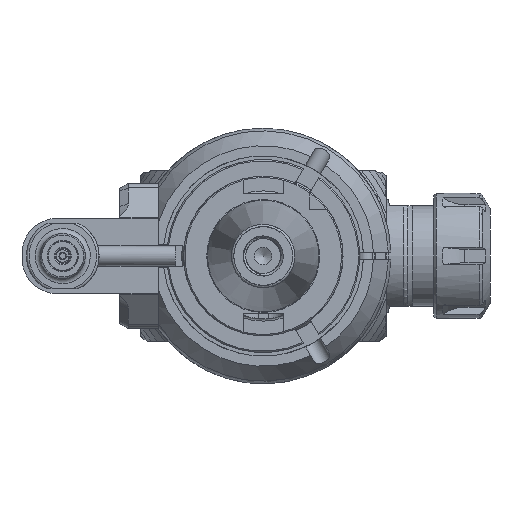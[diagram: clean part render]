
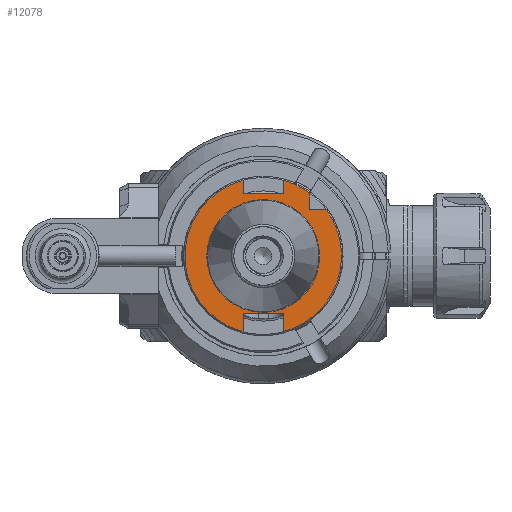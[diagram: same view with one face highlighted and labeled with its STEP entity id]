
A CAD part, left-side view. The second image highlights one B-rep face of the part: STEP entity #12078.
In plain terms, the highlighted planar face has unit normal (-1, 0, 0).
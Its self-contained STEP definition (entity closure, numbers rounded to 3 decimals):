
#826=FACE_BOUND('',#3882,.T.);
#1502=LINE('',#65609,#2359);
#1503=LINE('',#65611,#2360);
#1504=LINE('',#65613,#2361);
#1505=LINE('',#65617,#2362);
#1506=LINE('',#65618,#2363);
#1507=LINE('',#65620,#2364);
#1508=LINE('',#65622,#2365);
#1509=LINE('',#65623,#2366);
#2359=VECTOR('',#15555,7.421);
#2360=VECTOR('',#15556,16.1);
#2361=VECTOR('',#15557,7.421);
#2362=VECTOR('',#15560,6.717);
#2363=VECTOR('',#15561,6.717);
#2364=VECTOR('',#15562,5.221);
#2365=VECTOR('',#15563,16.1);
#2366=VECTOR('',#15564,5.221);
#3164=FACE_OUTER_BOUND('',#3881,.T.);
#3881=EDGE_LOOP('',(#10247,#10248,#10249,#10250,#10251,#10252,#10253,#10254,
#10255,#10256,#10257));
#3882=EDGE_LOOP('',(#10258));
#4419=CIRCLE('',#13088,31.275);
#4421=CIRCLE('',#13091,31.275);
#4422=CIRCLE('',#13092,31.275);
#4423=CIRCLE('',#13093,22.525);
#5492=VERTEX_POINT('',#65590);
#5493=VERTEX_POINT('',#65591);
#5494=VERTEX_POINT('',#65605);
#5495=VERTEX_POINT('',#65606);
#5496=VERTEX_POINT('',#65608);
#5497=VERTEX_POINT('',#65610);
#5498=VERTEX_POINT('',#65612);
#5499=VERTEX_POINT('',#65614);
#5500=VERTEX_POINT('',#65616);
#5501=VERTEX_POINT('',#65619);
#5502=VERTEX_POINT('',#65621);
#5503=VERTEX_POINT('',#65624);
#7133=EDGE_CURVE('',#5492,#5493,#4419,.T.);
#7136=EDGE_CURVE('',#5494,#5495,#4421,.T.);
#7137=EDGE_CURVE('',#5495,#5496,#1502,.T.);
#7138=EDGE_CURVE('',#5496,#5497,#1503,.T.);
#7139=EDGE_CURVE('',#5497,#5498,#1504,.T.);
#7140=EDGE_CURVE('',#5498,#5499,#4422,.T.);
#7141=EDGE_CURVE('',#5499,#5500,#1505,.T.);
#7142=EDGE_CURVE('',#5500,#5492,#1506,.T.);
#7143=EDGE_CURVE('',#5493,#5501,#1507,.T.);
#7144=EDGE_CURVE('',#5501,#5502,#1508,.T.);
#7145=EDGE_CURVE('',#5502,#5494,#1509,.T.);
#7146=EDGE_CURVE('',#5503,#5503,#4423,.T.);
#10247=ORIENTED_EDGE('',*,*,#7136,.T.);
#10248=ORIENTED_EDGE('',*,*,#7137,.T.);
#10249=ORIENTED_EDGE('',*,*,#7138,.T.);
#10250=ORIENTED_EDGE('',*,*,#7139,.T.);
#10251=ORIENTED_EDGE('',*,*,#7140,.T.);
#10252=ORIENTED_EDGE('',*,*,#7141,.T.);
#10253=ORIENTED_EDGE('',*,*,#7142,.T.);
#10254=ORIENTED_EDGE('',*,*,#7133,.T.);
#10255=ORIENTED_EDGE('',*,*,#7143,.T.);
#10256=ORIENTED_EDGE('',*,*,#7144,.T.);
#10257=ORIENTED_EDGE('',*,*,#7145,.T.);
#10258=ORIENTED_EDGE('',*,*,#7146,.T.);
#11561=PLANE('',#13090);
#12078=ADVANCED_FACE('',(#3164,#826),#11561,.T.);
#13088=AXIS2_PLACEMENT_3D('',#65592,#15547,#15548);
#13090=AXIS2_PLACEMENT_3D('',#65604,#15551,#15552);
#13091=AXIS2_PLACEMENT_3D('',#65607,#15553,#15554);
#13092=AXIS2_PLACEMENT_3D('',#65615,#15558,#15559);
#13093=AXIS2_PLACEMENT_3D('',#65625,#15565,#15566);
#15547=DIRECTION('center_axis',(-1.,0.,0.));
#15548=DIRECTION('ref_axis',(0.,-0.592,0.806));
#15551=DIRECTION('center_axis',(-1.,0.,0.));
#15552=DIRECTION('ref_axis',(0.,-1.,0.));
#15553=DIRECTION('center_axis',(-1.,0.,0.));
#15554=DIRECTION('ref_axis',(0.,0.257,0.966));
#15555=DIRECTION('',(0.,0.,1.));
#15556=DIRECTION('',(0.,-1.,0.));
#15557=DIRECTION('',(0.,0.,-1.));
#15558=DIRECTION('center_axis',(-1.,0.,0.));
#15559=DIRECTION('ref_axis',(0.,-0.257,-0.966));
#15560=DIRECTION('',(0.,1.,0.));
#15561=DIRECTION('',(0.,0.,1.));
#15562=DIRECTION('',(0.,0.,-1.));
#15563=DIRECTION('',(0.,1.,0.));
#15564=DIRECTION('',(0.,0.,1.));
#15565=DIRECTION('center_axis',(1.,0.,0.));
#15566=DIRECTION('ref_axis',(0.,-1.,0.));
#65590=CARTESIAN_POINT('',(-82.8,-18.5,25.217));
#65591=CARTESIAN_POINT('',(-82.8,-8.05,30.221));
#65592=CARTESIAN_POINT('Origin',(-82.8,0.,0.));
#65604=CARTESIAN_POINT('Origin',(-82.8,0.,0.));
#65605=CARTESIAN_POINT('',(-82.8,8.05,30.221));
#65606=CARTESIAN_POINT('',(-82.8,8.05,-30.221));
#65607=CARTESIAN_POINT('Origin',(-82.8,0.,0.));
#65608=CARTESIAN_POINT('',(-82.8,8.05,-22.8));
#65609=CARTESIAN_POINT('',(-82.8,8.05,-30.221));
#65610=CARTESIAN_POINT('',(-82.8,-8.05,-22.8));
#65611=CARTESIAN_POINT('',(-82.8,8.05,-22.8));
#65612=CARTESIAN_POINT('',(-82.8,-8.05,-30.221));
#65613=CARTESIAN_POINT('',(-82.8,-8.05,-22.8));
#65614=CARTESIAN_POINT('',(-82.8,-25.217,18.5));
#65615=CARTESIAN_POINT('Origin',(-82.8,0.,0.));
#65616=CARTESIAN_POINT('',(-82.8,-18.5,18.5));
#65617=CARTESIAN_POINT('',(-82.8,-25.217,18.5));
#65618=CARTESIAN_POINT('',(-82.8,-18.5,18.5));
#65619=CARTESIAN_POINT('',(-82.8,-8.05,25.));
#65620=CARTESIAN_POINT('',(-82.8,-8.05,30.221));
#65621=CARTESIAN_POINT('',(-82.8,8.05,25.));
#65622=CARTESIAN_POINT('',(-82.8,-8.05,25.));
#65623=CARTESIAN_POINT('',(-82.8,8.05,25.));
#65624=CARTESIAN_POINT('',(-82.8,-22.525,0.));
#65625=CARTESIAN_POINT('Origin',(-82.8,0.,0.));
